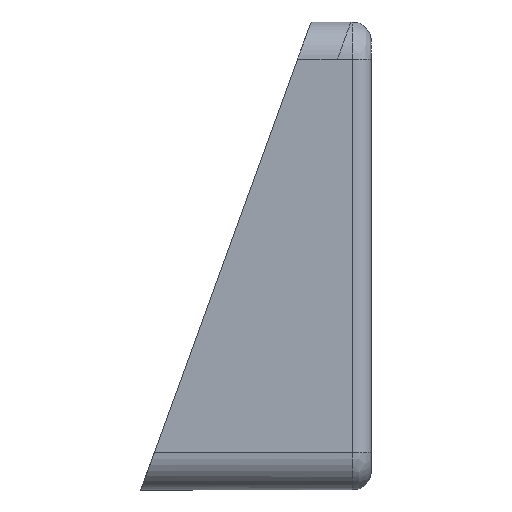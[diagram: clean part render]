
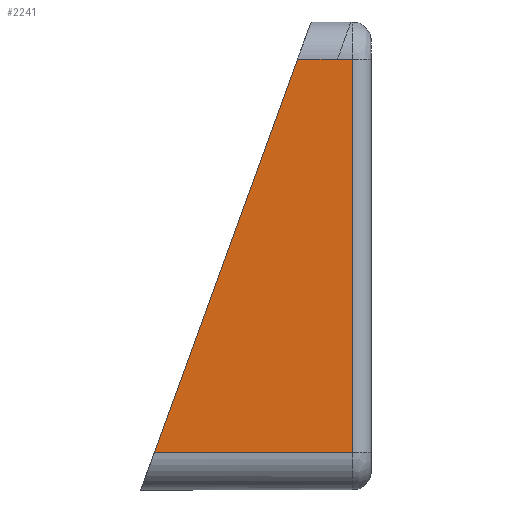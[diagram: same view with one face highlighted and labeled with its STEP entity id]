
A CAD part, left-side view. The second image highlights one B-rep face of the part: STEP entity #2241.
In plain terms, the highlighted planar face has unit normal (-1, 0, 0).
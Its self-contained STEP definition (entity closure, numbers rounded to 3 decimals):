
#180=PLANE('',#2477);
#281=FACE_OUTER_BOUND('',#430,.T.);
#430=EDGE_LOOP('',(#1909,#1910,#1911,#1912,#1913));
#595=LINE('',#3595,#746);
#598=LINE('',#3604,#749);
#627=LINE('',#4476,#778);
#628=LINE('',#4479,#779);
#630=LINE('',#4484,#781);
#746=VECTOR('',#2941,10.);
#749=VECTOR('',#2950,10.);
#778=VECTOR('',#3071,10.);
#779=VECTOR('',#3074,10.);
#781=VECTOR('',#3080,10.);
#1044=VERTEX_POINT('',#3589);
#1046=VERTEX_POINT('',#3593);
#1049=VERTEX_POINT('',#3603);
#1093=VERTEX_POINT('',#4470);
#1095=VERTEX_POINT('',#4478);
#1315=EDGE_CURVE('',#1044,#1046,#595,.F.);
#1319=EDGE_CURVE('',#1049,#1046,#598,.T.);
#1393=EDGE_CURVE('',#1044,#1093,#627,.T.);
#1394=EDGE_CURVE('',#1093,#1095,#628,.T.);
#1397=EDGE_CURVE('',#1095,#1049,#630,.T.);
#1909=ORIENTED_EDGE('',*,*,#1393,.F.);
#1910=ORIENTED_EDGE('',*,*,#1315,.T.);
#1911=ORIENTED_EDGE('',*,*,#1319,.F.);
#1912=ORIENTED_EDGE('',*,*,#1397,.F.);
#1913=ORIENTED_EDGE('',*,*,#1394,.F.);
#2241=ADVANCED_FACE('',(#281),#180,.T.);
#2477=AXIS2_PLACEMENT_3D('',#4483,#3078,#3079);
#2941=DIRECTION('',(0.,-1.,0.));
#2950=DIRECTION('',(0.,-0.342,0.94));
#3071=DIRECTION('',(0.,-1.,0.));
#3074=DIRECTION('',(0.,0.,-1.));
#3078=DIRECTION('center_axis',(-1.,0.,0.));
#3079=DIRECTION('ref_axis',(0.,0.,1.));
#3080=DIRECTION('',(0.,1.,0.));
#3589=CARTESIAN_POINT('',(0.,3.616,46.));
#3593=CARTESIAN_POINT('',(0.,7.872,46.));
#3595=CARTESIAN_POINT('',(0.,1.808,46.));
#3603=CARTESIAN_POINT('',(0.,23.159,4.));
#3604=CARTESIAN_POINT('',(0.,22.661,5.368));
#4470=CARTESIAN_POINT('',(0.,2.,46.));
#4476=CARTESIAN_POINT('',(0.,0.,46.));
#4478=CARTESIAN_POINT('',(0.,2.,4.));
#4479=CARTESIAN_POINT('',(0.,2.,12.5));
#4483=CARTESIAN_POINT('Origin',(0.,0.,0.));
#4484=CARTESIAN_POINT('',(0.,9.451,4.));
